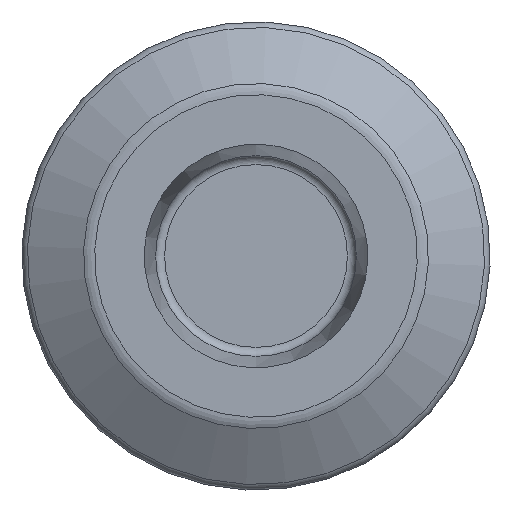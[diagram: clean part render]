
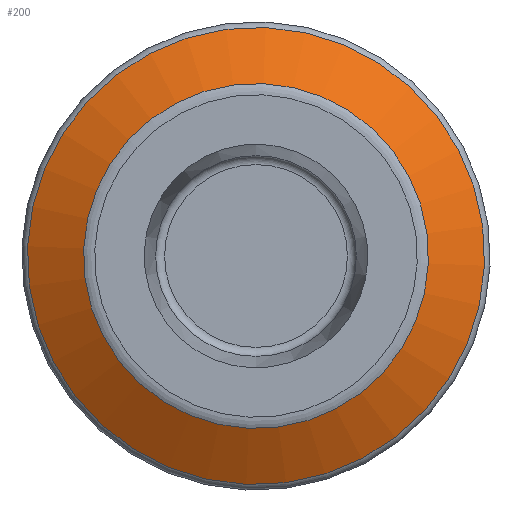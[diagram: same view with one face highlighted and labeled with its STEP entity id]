
A CAD part, left-side view. The second image highlights one B-rep face of the part: STEP entity #200.
In plain terms, the highlighted conical face has half-angle 60 degrees and reference radius 20.5 mm.
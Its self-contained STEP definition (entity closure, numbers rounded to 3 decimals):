
#55=CONICAL_SURFACE('',#829,20.5,60.);
#200=ADVANCED_FACE('',(#301,#302),#55,.T.);
#301=FACE_BOUND('',#386,.T.);
#302=FACE_BOUND('',#387,.T.);
#386=EDGE_LOOP('',(#552));
#387=EDGE_LOOP('',(#553));
#552=ORIENTED_EDGE('',*,*,#706,.F.);
#553=ORIENTED_EDGE('',*,*,#709,.T.);
#623=VERTEX_POINT('',#1957);
#626=VERTEX_POINT('',#1966);
#706=EDGE_CURVE('',#623,#623,#734,.T.);
#709=EDGE_CURVE('',#626,#626,#737,.T.);
#734=CIRCLE('',#822,20.5);
#737=CIRCLE('',#828,15.464);
#822=AXIS2_PLACEMENT_3D('',#1956,#1006,#1007);
#828=AXIS2_PLACEMENT_3D('',#1965,#1018,#1019);
#829=AXIS2_PLACEMENT_3D('',#1967,#1020,#1021);
#1006=DIRECTION('',(1.,0.,0.));
#1007=DIRECTION('',(0.,-0.382,0.924));
#1018=DIRECTION('',(1.,0.,0.));
#1019=DIRECTION('',(0.,-0.382,0.924));
#1020=DIRECTION('',(1.,0.,0.));
#1021=DIRECTION('',(0.,-0.382,0.924));
#1956=CARTESIAN_POINT('',(-8.825,0.,0.));
#1957=CARTESIAN_POINT('',(-8.825,-7.828,18.947));
#1965=CARTESIAN_POINT('',(-11.732,0.,0.));
#1966=CARTESIAN_POINT('',(-11.732,-5.905,14.292));
#1967=CARTESIAN_POINT('',(-8.825,0.,0.));
